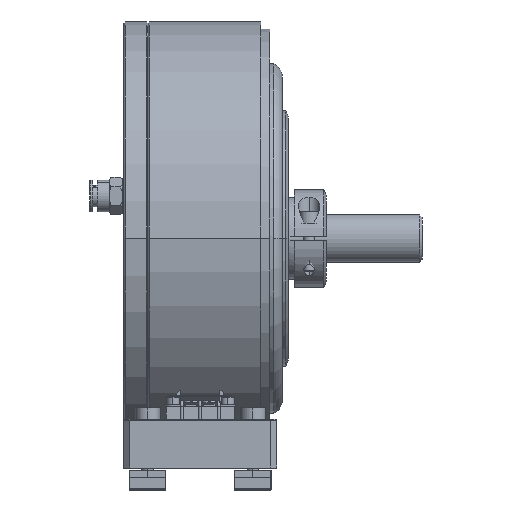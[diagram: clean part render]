
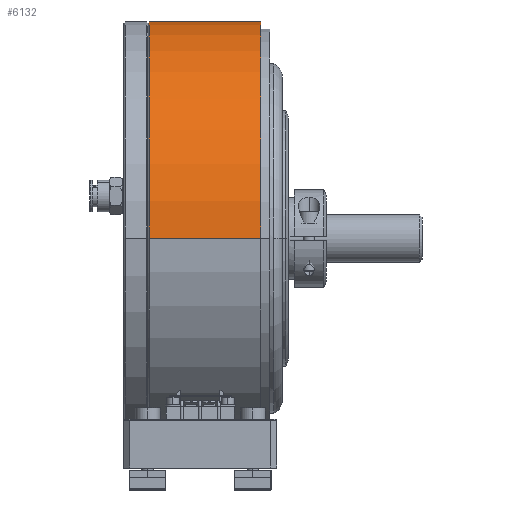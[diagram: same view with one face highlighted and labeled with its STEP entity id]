
A CAD part, top view. The second image highlights one B-rep face of the part: STEP entity #6132.
In plain terms, the highlighted cylindrical face has radius 113.03 mm (diameter 226.06 mm), a partial arc.
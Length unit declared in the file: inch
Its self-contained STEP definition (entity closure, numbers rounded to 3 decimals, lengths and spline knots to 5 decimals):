
#371 = CARTESIAN_POINT ( 'NONE',  ( 0.88738, 0.05534, -4.44966 ) ) ;
#998 = DIRECTION ( 'NONE',  ( -1., 0., 0. ) ) ;
#1941 = CARTESIAN_POINT ( 'NONE',  ( 0.65, 0., -4.45 ) ) ;
#2076 = CARTESIAN_POINT ( 'NONE',  ( 0.71955, 0.11232, -4.44858 ) ) ;
#3097 = CARTESIAN_POINT ( 'NONE',  ( 2.813, 0., 4.45 ) ) ;
#3497 = CARTESIAN_POINT ( 'NONE',  ( 0.89601, 0.03241, -4.44989 ) ) ;
#3645 = VERTEX_POINT ( 'NONE', #17871 ) ;
#5073 = CARTESIAN_POINT ( 'NONE',  ( 0.65, 0.00824, -4.45 ) ) ;
#5210 = CARTESIAN_POINT ( 'NONE',  ( 0.75849, 0.125, -4.44824 ) ) ;
#5671 = AXIS2_PLACEMENT_3D ( 'NONE', #15585, #16201, #14963 ) ;
#5682 = CARTESIAN_POINT ( 'NONE',  ( -0.14524, 0., -4.45 ) ) ;
#6129 = CYLINDRICAL_SURFACE ( 'NONE', #5671, 4.45 ) ;
#6132 = ADVANCED_FACE ( 'NONE', ( #34559 ), #6129, .T. ) ;
#6503 = CARTESIAN_POINT ( 'NONE',  ( 0.80737, 0.12101, -4.44835 ) ) ;
#6636 = CARTESIAN_POINT ( 'NONE',  ( 0.9, 0.00816, -4.45 ) ) ;
#7105 = EDGE_CURVE ( 'NONE', #26031, #38032, #13452, .T. ) ;
#8226 = CARTESIAN_POINT ( 'NONE',  ( 0.65398, 0.03235, -4.44989 ) ) ;
#8252 = DIRECTION ( 'NONE',  ( 1., 0., 0. ) ) ;
#9631 = CARTESIAN_POINT ( 'NONE',  ( 0.83045, 0.11233, -4.44858 ) ) ;
#11357 = CARTESIAN_POINT ( 'NONE',  ( 0.66265, 0.05541, -4.44966 ) ) ;
#12782 = CARTESIAN_POINT ( 'NONE',  ( 0.85122, 0.09941, -4.44889 ) ) ;
#13452 = LINE ( 'NONE', #33160, #25306 ) ;
#13591 = B_SPLINE_CURVE_WITH_KNOTS ( 'NONE', 3,
 ( #31516, #22127, #25342, #6503, #28478, #9631, #31645, #12782, #34783, #15929, #37915, #19065, #371, #22265, #3497, #25468, #6636, #28612 ),
 .UNSPECIFIED., .F., .F.,
 ( 4, 2, 2, 2, 2, 2, 2, 2, 4 ),
 ( 0., 0.00062, 0.00124, 0.00186, 0.00248, 0.0031, 0.00372, 0.00434, 0.00496 ),
 .UNSPECIFIED. ) ;
#14445 = CIRCLE ( 'NONE', #20459, 4.45 ) ;
#14504 = CARTESIAN_POINT ( 'NONE',  ( 0.67555, 0.07616, -4.44935 ) ) ;
#14515 = VECTOR ( 'NONE', #24527, 39.37008 ) ;
#14751 = AXIS2_PLACEMENT_3D ( 'NONE', #27086, #8252, #30222 ) ;
#14963 = DIRECTION ( 'NONE',  ( 0., 0., 1. ) ) ;
#15475 = LINE ( 'NONE', #5682, #14515 ) ;
#15585 = CARTESIAN_POINT ( 'NONE',  ( -0.14524, 0., 0. ) ) ;
#15929 = CARTESIAN_POINT ( 'NONE',  ( 0.86919, 0.08259, -4.44924 ) ) ;
#16201 = DIRECTION ( 'NONE',  ( -1., 0., 0. ) ) ;
#17304 = LINE ( 'NONE', #25991, #33095 ) ;
#17662 = CARTESIAN_POINT ( 'NONE',  ( 0.69235, 0.09413, -4.44901 ) ) ;
#17871 = CARTESIAN_POINT ( 'NONE',  ( 0.65, 0., -4.45 ) ) ;
#18074 = VERTEX_POINT ( 'NONE', #28557 ) ;
#18820 = CIRCLE ( 'NONE', #14751, 4.45 ) ;
#19065 = CARTESIAN_POINT ( 'NONE',  ( 0.8835, 0.06262, -4.44956 ) ) ;
#19691 = CARTESIAN_POINT ( 'NONE',  ( 2.813, 0., 0. ) ) ;
#19765 = CARTESIAN_POINT ( 'NONE',  ( 0.527, 0., 4.45 ) ) ;
#20425 = EDGE_CURVE ( 'NONE', #26031, #39115, #14445, .T. ) ;
#20459 = AXIS2_PLACEMENT_3D ( 'NONE', #19691, #998, #22921 ) ;
#20814 = CARTESIAN_POINT ( 'NONE',  ( 0.71226, 0.10843, -4.44868 ) ) ;
#22127 = CARTESIAN_POINT ( 'NONE',  ( 0.78326, 0.125, -4.44824 ) ) ;
#22265 = CARTESIAN_POINT ( 'NONE',  ( 0.89361, 0.04029, -4.44982 ) ) ;
#22921 = DIRECTION ( 'NONE',  ( 0., 0., 1. ) ) ;
#24051 = CARTESIAN_POINT ( 'NONE',  ( 0.7421, 0.12168, -4.44834 ) ) ;
#24527 = DIRECTION ( 'NONE',  ( -1., 0., 0. ) ) ;
#25306 = VECTOR ( 'NONE', #33640, 39.37008 ) ;
#25342 = CARTESIAN_POINT ( 'NONE',  ( 0.79138, 0.12419, -4.44827 ) ) ;
#25468 = CARTESIAN_POINT ( 'NONE',  ( 0.89921, 0.01627, -4.44998 ) ) ;
#25548 = ORIENTED_EDGE ( 'NONE', *, *, #7105, .F. ) ;
#25991 = CARTESIAN_POINT ( 'NONE',  ( -0.14524, 0., -4.45 ) ) ;
#26031 = VERTEX_POINT ( 'NONE', #3097 ) ;
#27063 = CARTESIAN_POINT ( 'NONE',  ( 0.65081, 0.01639, -4.44998 ) ) ;
#27086 = CARTESIAN_POINT ( 'NONE',  ( 0.527, 0., 0. ) ) ;
#27198 = CARTESIAN_POINT ( 'NONE',  ( 0.775, 0.125, -4.44824 ) ) ;
#27520 = ORIENTED_EDGE ( 'NONE', *, *, #37353, .T. ) ;
#28478 = CARTESIAN_POINT ( 'NONE',  ( 0.81531, 0.11861, -4.44842 ) ) ;
#28557 = CARTESIAN_POINT ( 'NONE',  ( 0.527, 0., -4.45 ) ) ;
#28612 = CARTESIAN_POINT ( 'NONE',  ( 0.9, 0., -4.45 ) ) ;
#29126 = DIRECTION ( 'NONE',  ( -1., 0., 0. ) ) ;
#29328 = ORIENTED_EDGE ( 'NONE', *, *, #35391, .T. ) ;
#29784 = VERTEX_POINT ( 'NONE', #39847 ) ;
#29841 = ORIENTED_EDGE ( 'NONE', *, *, #20425, .T. ) ;
#30003 = B_SPLINE_CURVE_WITH_KNOTS ( 'NONE', 3,
 ( #1941, #5073, #27063, #8226, #30197, #11357, #33381, #14504, #36500, #17662, #39612, #20814, #2076, #24051, #5210, #27198 ),
 .UNSPECIFIED., .F., .F.,
 ( 4, 2, 2, 2, 2, 2, 2, 4 ),
 ( 0.01489, 0.01551, 0.01613, 0.01675, 0.01737, 0.01799, 0.01861, 0.01985 ),
 .UNSPECIFIED. ) ;
#30197 = CARTESIAN_POINT ( 'NONE',  ( 0.65638, 0.04027, -4.44982 ) ) ;
#30222 = DIRECTION ( 'NONE',  ( 0., 0., -1. ) ) ;
#31516 = CARTESIAN_POINT ( 'NONE',  ( 0.775, 0.125, -4.44824 ) ) ;
#31645 = CARTESIAN_POINT ( 'NONE',  ( 0.83763, 0.10849, -4.44868 ) ) ;
#32539 = EDGE_CURVE ( 'NONE', #3645, #29784, #30003, .T. ) ;
#33095 = VECTOR ( 'NONE', #29126, 39.37008 ) ;
#33160 = CARTESIAN_POINT ( 'NONE',  ( -0.14524, 0., 4.45 ) ) ;
#33205 = EDGE_CURVE ( 'NONE', #29784, #33529, #13591, .T. ) ;
#33381 = CARTESIAN_POINT ( 'NONE',  ( 0.66649, 0.06259, -4.44956 ) ) ;
#33426 = CARTESIAN_POINT ( 'NONE',  ( 0.9, 0., -4.45 ) ) ;
#33529 = VERTEX_POINT ( 'NONE', #33426 ) ;
#33640 = DIRECTION ( 'NONE',  ( -1., 0., 0. ) ) ;
#33775 = EDGE_LOOP ( 'NONE', ( #29841, #29328, #37464, #38962, #27520, #39831, #25548 ) ) ;
#34559 = FACE_OUTER_BOUND ( 'NONE', #33775, .T. ) ;
#34783 = CARTESIAN_POINT ( 'NONE',  ( 0.85765, 0.09413, -4.44901 ) ) ;
#35391 = EDGE_CURVE ( 'NONE', #39115, #33529, #15475, .T. ) ;
#35827 = EDGE_CURVE ( 'NONE', #18074, #38032, #18820, .T. ) ;
#36500 = CARTESIAN_POINT ( 'NONE',  ( 0.68082, 0.08259, -4.44924 ) ) ;
#37353 = EDGE_CURVE ( 'NONE', #3645, #18074, #17304, .T. ) ;
#37464 = ORIENTED_EDGE ( 'NONE', *, *, #33205, .F. ) ;
#37915 = CARTESIAN_POINT ( 'NONE',  ( 0.87436, 0.07629, -4.44935 ) ) ;
#38032 = VERTEX_POINT ( 'NONE', #19765 ) ;
#38647 = CARTESIAN_POINT ( 'NONE',  ( 2.813, 0., -4.45 ) ) ;
#38962 = ORIENTED_EDGE ( 'NONE', *, *, #32539, .F. ) ;
#39115 = VERTEX_POINT ( 'NONE', #38647 ) ;
#39612 = CARTESIAN_POINT ( 'NONE',  ( 0.69863, 0.0993, -4.44889 ) ) ;
#39831 = ORIENTED_EDGE ( 'NONE', *, *, #35827, .T. ) ;
#39847 = CARTESIAN_POINT ( 'NONE',  ( 0.775, 0.125, -4.44824 ) ) ;
